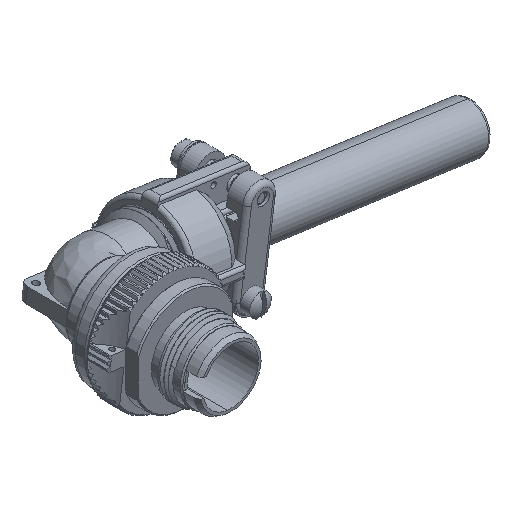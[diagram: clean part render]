
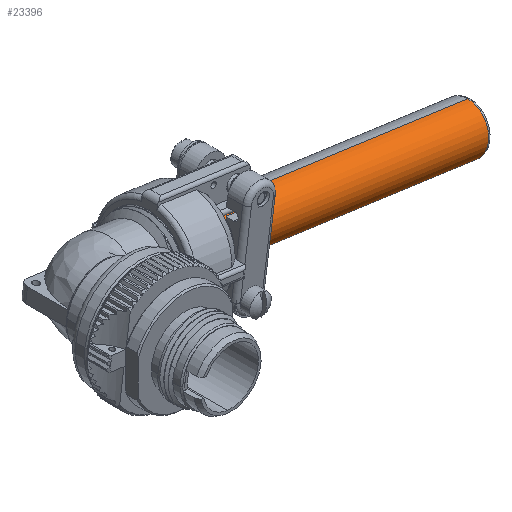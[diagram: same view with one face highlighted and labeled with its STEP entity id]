
A CAD part, isometric view. The second image highlights one B-rep face of the part: STEP entity #23396.
In plain terms, the highlighted cylindrical face has radius 5.45 mm (diameter 10.9 mm), a partial arc.
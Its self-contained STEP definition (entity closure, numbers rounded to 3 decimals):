
#6870=CARTESIAN_POINT('',(36.194,31.63,-15.286));
#6871=DIRECTION('',(-0.99,0.,0.139));
#6872=DIRECTION('',(-0.139,0.,-0.99));
#6873=AXIS2_PLACEMENT_3D('',#6870,#6871,#6872);
#6885=DIRECTION('',(-0.99,0.,0.139));
#6886=VECTOR('',#6885,64.233);
#6887=CARTESIAN_POINT('',(99.044,31.63,-29.623));
#6888=LINE('2772',#6887,#6886);
#6889=DIRECTION('',(-0.99,0.,0.139));
#6890=VECTOR('',#6889,64.233);
#6891=CARTESIAN_POINT('',(100.561,31.63,-18.829));
#6892=LINE('2775',#6891,#6890);
#6893=CARTESIAN_POINT('',(99.802,31.63,-24.226));
#6894=DIRECTION('',(-0.99,0.,0.139));
#6895=DIRECTION('',(-0.139,0.,-0.99));
#6896=AXIS2_PLACEMENT_3D('',#6893,#6894,#6895);
#13940=CARTESIAN_POINT('',(99.044,31.63,
-29.623));
#13941=CARTESIAN_POINT('',(35.436,31.63,
-20.683));
#13942=VERTEX_POINT('',#13940);
#13943=VERTEX_POINT('',#13941);
#13952=CARTESIAN_POINT('',(100.561,31.63,
-18.829));
#13953=CARTESIAN_POINT('',(36.953,31.63,
-9.889));
#13954=VERTEX_POINT('',#13952);
#13955=VERTEX_POINT('',#13953);
#23384=CARTESIAN_POINT('',(30.896,31.63,
-14.542));
#23385=DIRECTION('',(0.99,0.,-0.139));
#23386=DIRECTION('',(0.139,0.,0.99));
#23387=AXIS2_PLACEMENT_3D('',#23384,#23385,#23386);
#23388=CYLINDRICAL_SURFACE('636',#23387,5.45);
#23389=ORIENTED_EDGE('2772',*,*,#23367,.T.);
#23390=ORIENTED_EDGE('2792',*,*,#23330,.T.);
#23391=ORIENTED_EDGE('2775',*,*,#23371,.F.);
#23393=ORIENTED_EDGE('2800',*,*,#23392,.F.);
#23394=EDGE_LOOP('636',(#23389,#23390,#23391,#23393));
#23395=FACE_OUTER_BOUND('636',#23394,.F.);
#6874=CIRCLE('2792',#6873,5.45);
#6897=CIRCLE('2800',#6896,5.45);
#23330=EDGE_CURVE('2792',#13943,#13955,#6874,.T.);
#23367=EDGE_CURVE('2772',#13942,#13943,#6888,.T.);
#23371=EDGE_CURVE('2775',#13954,#13955,#6892,.T.);
#23392=EDGE_CURVE('2800',#13942,#13954,#6897,.T.);
#23396=ADVANCED_FACE('636',(#23395),#23388,.T.);
